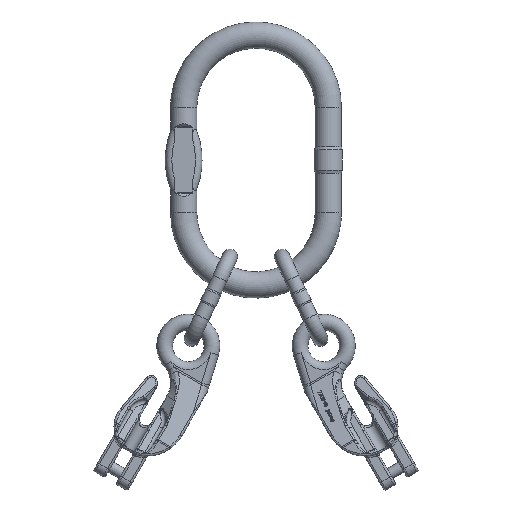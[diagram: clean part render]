
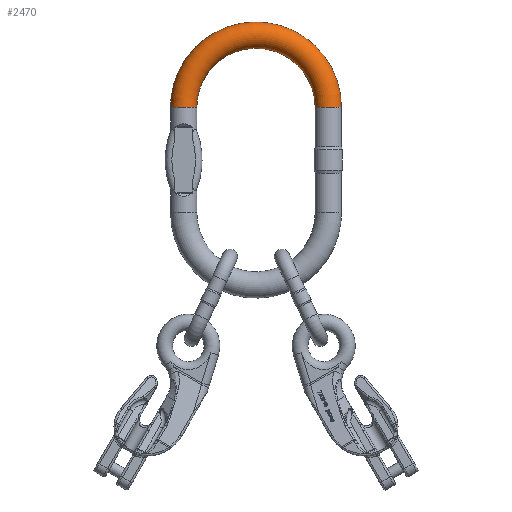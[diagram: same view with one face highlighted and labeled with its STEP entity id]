
A CAD part, top view. The second image highlights one B-rep face of the part: STEP entity #2470.
In plain terms, the highlighted toroidal (fillet/blend) face has major radius 110 mm and minor radius 20 mm.
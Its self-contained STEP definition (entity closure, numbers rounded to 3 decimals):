
#1916=TOROIDAL_SURFACE('',#17992,110.,20.);
#2470=ADVANCED_FACE('',(#3864,#3865),#1916,.T.);
#3507=CIRCLE('',#17979,20.);
#3511=CIRCLE('',#17991,20.);
#3864=FACE_BOUND('',#4465,.T.);
#3865=FACE_BOUND('',#4466,.T.);
#4465=EDGE_LOOP('',(#9633));
#4466=EDGE_LOOP('',(#9634));
#9633=ORIENTED_EDGE('',*,*,#14981,.T.);
#9634=ORIENTED_EDGE('',*,*,#14959,.F.);
#12937=VERTEX_POINT('',#30510);
#12959=VERTEX_POINT('',#30648);
#14959=EDGE_CURVE('',#12937,#12937,#3507,.T.);
#14981=EDGE_CURVE('',#12959,#12959,#3511,.T.);
#17979=AXIS2_PLACEMENT_3D('',#30509,#20626,#20627);
#17991=AXIS2_PLACEMENT_3D('',#30647,#20654,#20655);
#17992=AXIS2_PLACEMENT_3D('',#30649,#20656,#20657);
#20626=DIRECTION('',(0.,-1.,0.));
#20627=DIRECTION('',(1.,0.,0.));
#20654=DIRECTION('',(0.,1.,0.));
#20655=DIRECTION('',(-1.,0.,0.));
#20656=DIRECTION('',(0.,0.,1.));
#20657=DIRECTION('',(1.,0.,0.));
#30509=CARTESIAN_POINT('',(-110.,80.,0.));
#30510=CARTESIAN_POINT('',(-90.,80.,0.));
#30647=CARTESIAN_POINT('',(110.,80.,0.));
#30648=CARTESIAN_POINT('',(90.,80.,0.));
#30649=CARTESIAN_POINT('',(0.,80.,0.));
